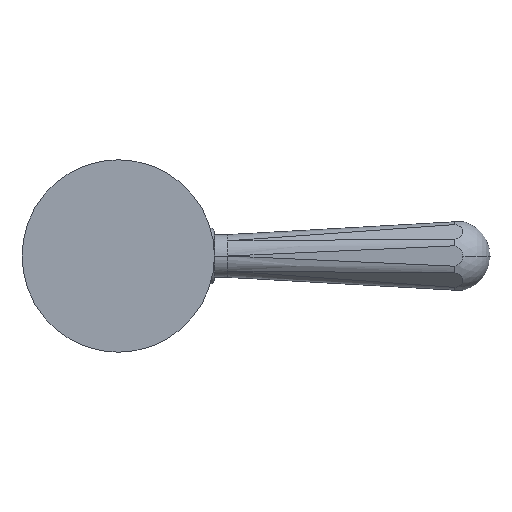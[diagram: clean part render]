
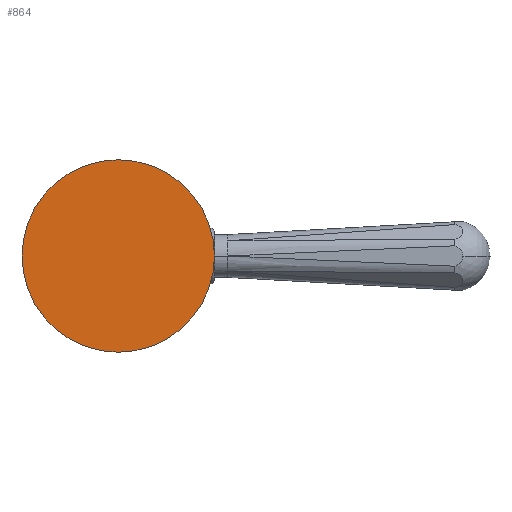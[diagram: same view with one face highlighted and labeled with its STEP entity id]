
A CAD part, front view. The second image highlights one B-rep face of the part: STEP entity #864.
In plain terms, the highlighted planar face has unit normal (0, -1, 0).
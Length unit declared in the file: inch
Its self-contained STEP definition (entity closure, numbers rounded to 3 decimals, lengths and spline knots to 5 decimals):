
#2=CARTESIAN_POINT('',(0.,0.,0.));
#3=DIRECTION('',(0.,-1.,0.));
#4=DIRECTION('',(1.,0.,0.));
#5=AXIS2_PLACEMENT_3D('',#2,#3,#4);
#7=CARTESIAN_POINT('',(0.,0.,0.));
#8=DIRECTION('',(0.,1.,0.));
#9=DIRECTION('',(1.,0.,0.));
#10=AXIS2_PLACEMENT_3D('',#7,#8,#9);
#696=CARTESIAN_POINT('',(1.18,0.,0.));
#697=CARTESIAN_POINT('',(-1.18,0.,0.));
#698=VERTEX_POINT('',#696);
#699=VERTEX_POINT('',#697);
#854=CARTESIAN_POINT('',(0.,0.,0.));
#855=DIRECTION('',(0.,-1.,0.));
#856=DIRECTION('',(-1.,0.,0.));
#857=AXIS2_PLACEMENT_3D('',#854,#855,#856);
#858=PLANE('',#857);
#859=ORIENTED_EDGE('',*,*,#843,.F.);
#861=ORIENTED_EDGE('',*,*,#860,.T.);
#862=EDGE_LOOP('',(#859,#861));
#863=FACE_OUTER_BOUND('',#862,.F.);
#864=ADVANCED_FACE('',(#863),#858,.T.);
#6=CIRCLE('',#5,1.18);
#11=CIRCLE('',#10,1.18);
#843=EDGE_CURVE('',#698,#699,#6,.T.);
#860=EDGE_CURVE('',#698,#699,#11,.T.);
